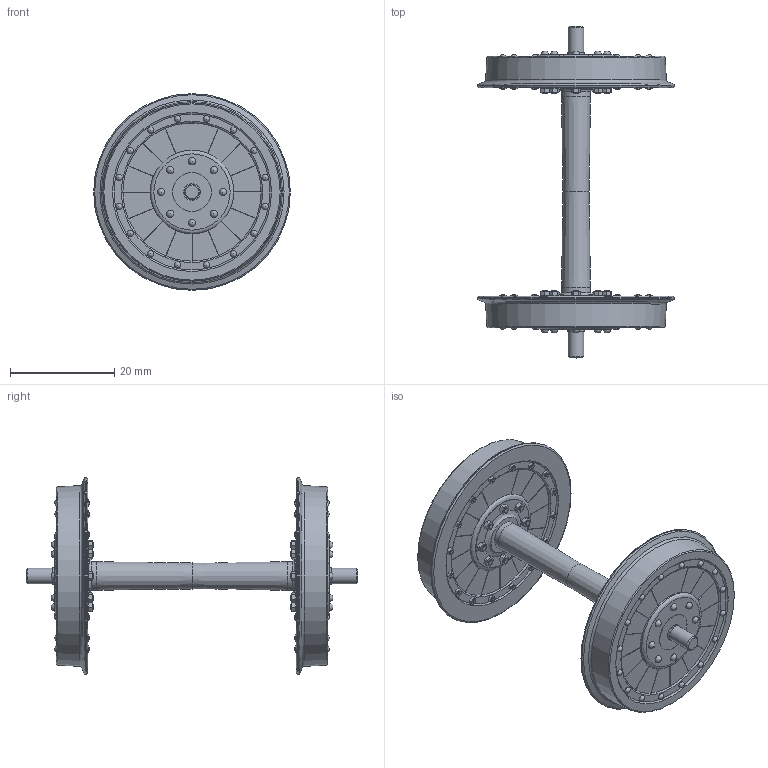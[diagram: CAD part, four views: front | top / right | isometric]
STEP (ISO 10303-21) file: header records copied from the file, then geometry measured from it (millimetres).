
FILE_DESCRIPTION(/* description */ (''),/* implementation_level */ '2;1');
FILE_NAME(/* name */ 'Gauge 1 MAnsell 3'' 7" wheel set.step',/* time_stamp */ '2020-04-26T13:49:55+02:00',/* author */ (''),/* organization */ (''),/* preprocessor_version */ 'ST-DEVELOPER v18.1',/* originating_system */ 'Autodesk Translation Framework v9.2.0.1227',/* authorisation */ '');
FILE_SCHEMA (('AUTOMOTIVE_DESIGN { 1 0 10303 214 3 1 1 }'));
Length unit declared in the file: millimetre
Products named in the file (1): Mansell 3'7" wheelset
Bounding box: 37.68 x 63.6 x 37.68 mm (x, y, z)
Volume: 11633.5 mm3; surface area: 6718.2 mm2
Topology: 1 solids, 1 shells, 906 faces, 2262 edges, 1474 vertices
Faces by surface type: plane 766, cylinder 62, sphere 48, torus 14, cone 10, bspline 6
Full cylindrical faces by diameter (mm): 0.7 x32, 1 x16, 3 x2, 3.175 x2, 5.55 x2, 7.4 x2, 14.4 x2, 16 x2, 37.676 x2
Entity records: 26753 total; most frequent: CARTESIAN_POINT 4751, DIRECTION 4574, ORIENTED_EDGE 4428, EDGE_CURVE 2214, LINE 1656, VECTOR 1656, VERTEX_POINT 1474, AXIS2_PLACEMENT_3D 1459
